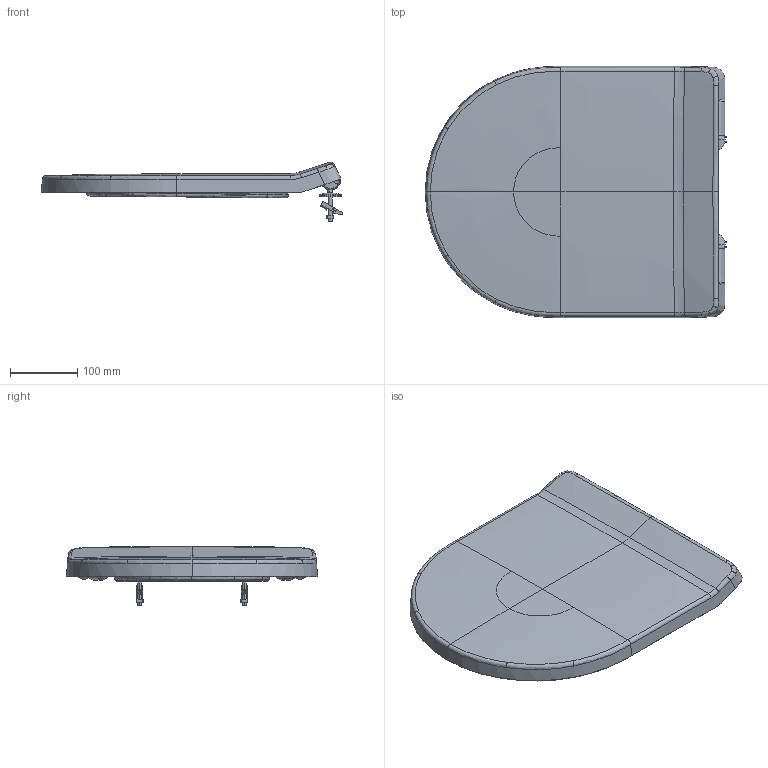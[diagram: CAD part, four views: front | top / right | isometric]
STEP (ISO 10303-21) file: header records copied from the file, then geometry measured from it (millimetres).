
FILE_DESCRIPTION(/* description */ (''),/* implementation_level */ '2;1');
FILE_NAME(/* name */ '8M7061_WCS.stp',/* time_stamp */ '2023-09-26T08:24:59+02:00',/* author */ (''),/* organization */ (''),/* preprocessor_version */ 'ST-DEVELOPER v18.1',/* originating_system */ 'SIEMENS PLM Software NX 1973',/* authorisation */ '');
FILE_SCHEMA (('AUTOMOTIVE_DESIGN { 1 0 10303 214 3 1 1 1 }'));
Products named in the file (1): Muel15507F0Bkujq
Bounding box: 447.5 x 373 x 88.43 mm (x, y, z)
Volume: 1583303.6 mm3; surface area: 576570.2 mm2
Topology: 16 solids, 17 shells, 830 faces, 2083 edges, 1293 vertices
Faces by surface type: bspline 556, plane 117, cylinder 101, extrusion 32, revolution 14, cone 4, torus 4, sphere 2
Full cylindrical faces by diameter (mm): 7 x3, 12 x2
Entity records: 78234 total; most frequent: CARTESIAN_POINT 62783, ORIENTED_EDGE 4192, EDGE_CURVE 2096, B_SPLINE_CURVE_WITH_KNOTS 1496, DIRECTION 1359, VERTEX_POINT 1306, EDGE_LOOP 842, ADVANCED_FACE 829
